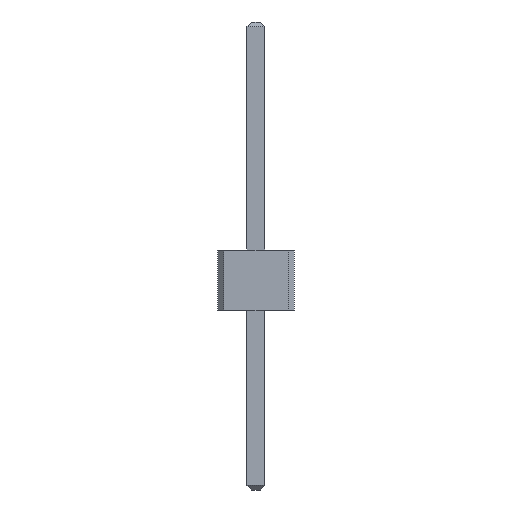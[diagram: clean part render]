
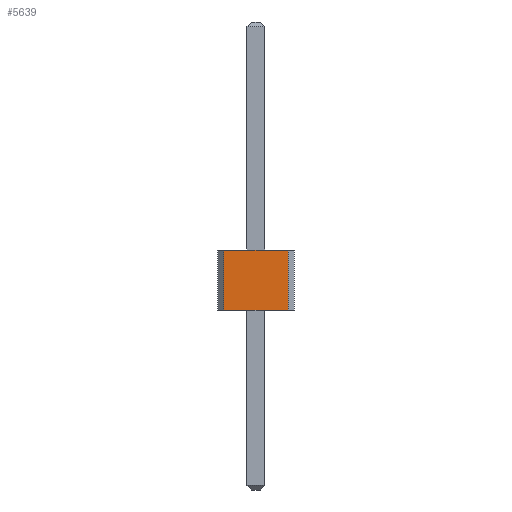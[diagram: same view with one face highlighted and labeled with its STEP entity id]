
A CAD part, front view. The second image highlights one B-rep face of the part: STEP entity #5639.
In plain terms, the highlighted planar face has unit normal (0, -1, 0).
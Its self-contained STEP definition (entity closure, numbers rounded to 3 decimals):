
#575 = VERTEX_POINT('',#576);
#576 = CARTESIAN_POINT('',(0.535,-20.5,0.));
#582 = EDGE_CURVE('',#583,#575,#585,.T.);
#583 = VERTEX_POINT('',#584);
#584 = CARTESIAN_POINT('',(-0.535,-20.5,0.));
#585 = LINE('',#586,#587);
#586 = CARTESIAN_POINT('',(-0.635,-20.5,0.));
#587 = VECTOR('',#588,1.);
#588 = DIRECTION('',(1.,0.,0.));
#2337 = VERTEX_POINT('',#2338);
#2338 = CARTESIAN_POINT('',(-0.535,-20.5,1.));
#2344 = EDGE_CURVE('',#2337,#2345,#2347,.T.);
#2345 = VERTEX_POINT('',#2346);
#2346 = CARTESIAN_POINT('',(0.535,-20.5,1.));
#2347 = LINE('',#2348,#2349);
#2348 = CARTESIAN_POINT('',(-0.635,-20.5,1.));
#2349 = VECTOR('',#2350,1.);
#2350 = DIRECTION('',(1.,0.,0.));
#5629 = EDGE_CURVE('',#583,#2337,#5630,.T.);
#5630 = LINE('',#5631,#5632);
#5631 = CARTESIAN_POINT('',(-0.535,-20.5,0.));
#5632 = VECTOR('',#5633,1.);
#5633 = DIRECTION('',(0.,0.,1.));
#5639 = ADVANCED_FACE('',(#5640),#5651,.F.);
#5640 = FACE_BOUND('',#5641,.F.);
#5641 = EDGE_LOOP('',(#5642,#5643,#5644,#5645));
#5642 = ORIENTED_EDGE('',*,*,#582,.F.);
#5643 = ORIENTED_EDGE('',*,*,#5629,.T.);
#5644 = ORIENTED_EDGE('',*,*,#2344,.T.);
#5645 = ORIENTED_EDGE('',*,*,#5646,.F.);
#5646 = EDGE_CURVE('',#575,#2345,#5647,.T.);
#5647 = LINE('',#5648,#5649);
#5648 = CARTESIAN_POINT('',(0.535,-20.5,0.));
#5649 = VECTOR('',#5650,1.);
#5650 = DIRECTION('',(0.,0.,1.));
#5651 = PLANE('',#5652);
#5652 = AXIS2_PLACEMENT_3D('',#5653,#5654,#5655);
#5653 = CARTESIAN_POINT('',(-0.635,-20.5,0.));
#5654 = DIRECTION('',(0.,1.,0.));
#5655 = DIRECTION('',(1.,0.,0.));
